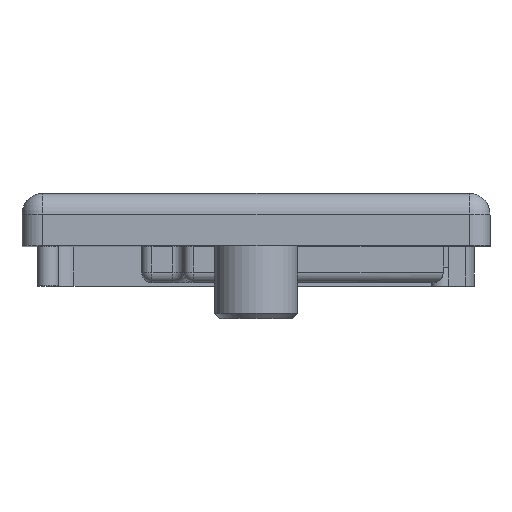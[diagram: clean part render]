
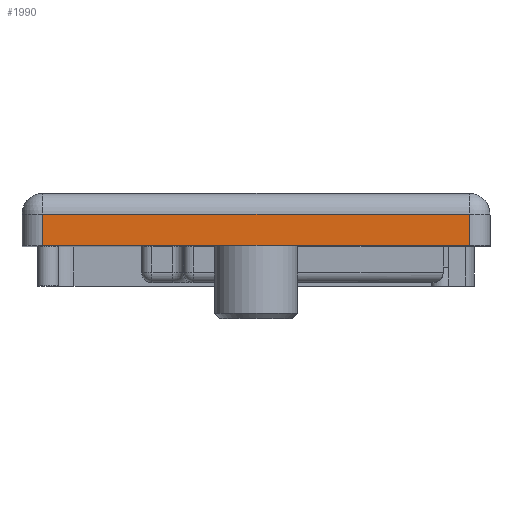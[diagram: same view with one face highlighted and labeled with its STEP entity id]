
A CAD part, top view. The second image highlights one B-rep face of the part: STEP entity #1990.
In plain terms, the highlighted face is planar.
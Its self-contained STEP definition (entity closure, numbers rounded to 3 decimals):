
#118=PLANE($,#2197);
#228=FACE_OUTER_BOUND($,#352,.T.);
#352=EDGE_LOOP($,(#1696,#1697,#1698,#1699));
#459=LINE($,#3126,#643);
#531=LINE($,#3358,#715);
#532=LINE($,#3361,#716);
#533=LINE($,#3362,#717);
#643=VECTOR($,#2450,41.);
#715=VECTOR($,#2716,3.);
#716=VECTOR($,#2719,41.);
#717=VECTOR($,#2720,3.);
#921=VERTEX_POINT($,#3123);
#922=VERTEX_POINT($,#3125);
#985=VERTEX_POINT($,#3356);
#986=VERTEX_POINT($,#3360);
#1129=EDGE_CURVE($,#921,#922,#459,.T.);
#1244=EDGE_CURVE($,#921,#985,#531,.T.);
#1245=EDGE_CURVE($,#985,#986,#532,.T.);
#1246=EDGE_CURVE($,#922,#986,#533,.T.);
#1696=ORIENTED_EDGE($,*,*,#1129,.F.);
#1697=ORIENTED_EDGE($,*,*,#1244,.T.);
#1698=ORIENTED_EDGE($,*,*,#1245,.T.);
#1699=ORIENTED_EDGE($,*,*,#1246,.F.);
#1990=ADVANCED_FACE($,(#228),#118,.T.);
#2197=AXIS2_PLACEMENT_3D($,#3359,#2717,#2718);
#2450=DIRECTION($,(1.,0.,0.));
#2716=DIRECTION($,(0.,0.,1.));
#2717=DIRECTION('center_axis',(0.,1.,0.));
#2718=DIRECTION('ref_axis',(0.,0.,1.));
#2719=DIRECTION($,(1.,0.,0.));
#2720=DIRECTION($,(0.,0.,1.));
#3123=CARTESIAN_POINT('',(-20.5,22.5,2.));
#3125=CARTESIAN_POINT('',(20.5,22.5,2.));
#3126=CARTESIAN_POINT($,(-10.255,22.5,2.));
#3356=CARTESIAN_POINT('',(-20.5,22.5,5.));
#3358=CARTESIAN_POINT($,(-20.5,22.5,0.));
#3359=CARTESIAN_POINT('Origin',(-20.5,22.5,0.));
#3360=CARTESIAN_POINT('',(20.5,22.5,5.));
#3361=CARTESIAN_POINT($,(-20.5,22.5,5.));
#3362=CARTESIAN_POINT($,(20.5,22.5,0.));
